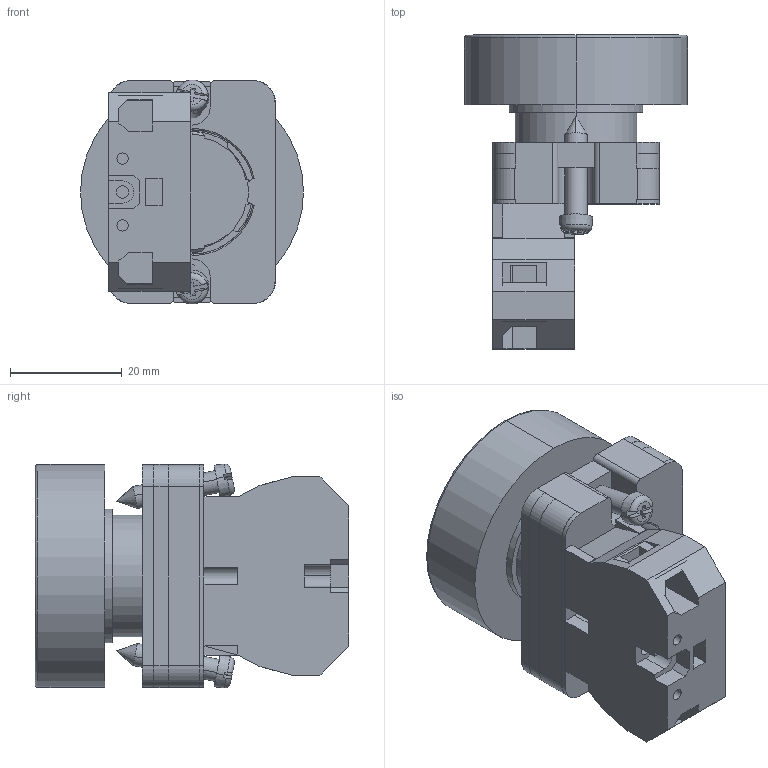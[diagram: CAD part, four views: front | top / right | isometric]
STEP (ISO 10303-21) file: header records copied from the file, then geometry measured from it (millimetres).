
FILE_DESCRIPTION (( 'STEP AP214' ), '1' );
FILE_NAME ('GCX1120.step', '2016-06-20T20:54:30', ( '' ), ( '' ), 'SwSTEP 2.0', 'SolidWorks 2016', '' );
FILE_SCHEMA (( 'AUTOMOTIVE_DESIGN' ));
Length unit declared in the file: inch
Products named in the file (4): GCX1120 OPERATOR; ecx1040; ecx1029; GCX1120
Assembly tree (3 placements, depth 2):
  GCX1120
    ecx1029
    ecx1040
    GCX1120 OPERATOR
Bounding box: 40 x 56.3 x 40.16 mm (x, y, z)
Volume: 35375.8 mm3; surface area: 21110.5 mm2
Topology: 6 solids, 6 shells, 381 faces, 1044 edges, 690 vertices
Faces by surface type: plane 222, cylinder 132, cone 15, torus 12
Entity records: 12634 total; most frequent: CARTESIAN_POINT 2313, DIRECTION 2100, ORIENTED_EDGE 2080, EDGE_CURVE 1040, AXIS2_PLACEMENT_3D 713, VERTEX_POINT 690, VECTOR 674, LINE 674
